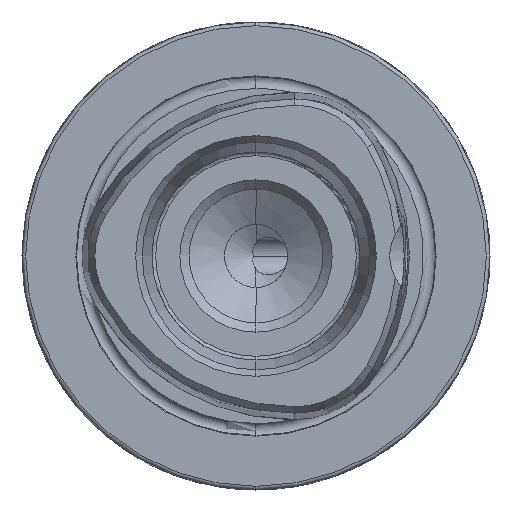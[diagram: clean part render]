
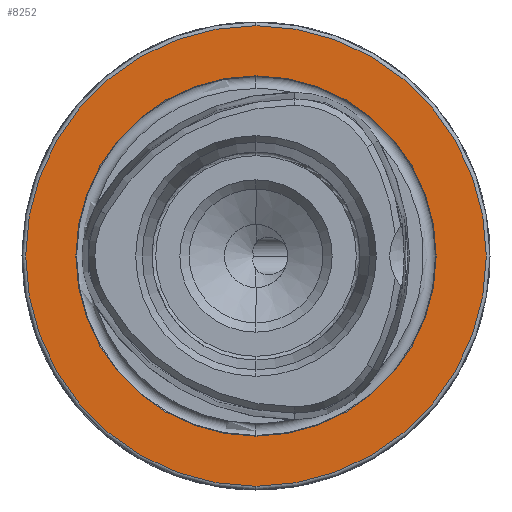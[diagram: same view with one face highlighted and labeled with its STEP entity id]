
A CAD part, left-side view. The second image highlights one B-rep face of the part: STEP entity #8252.
In plain terms, the highlighted planar face has unit normal (-1, 0, 0).
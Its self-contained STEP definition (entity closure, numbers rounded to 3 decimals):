
#65 = EDGE_CURVE ( 'NONE', #6659, #6644, #6451, .T. ) ;
#69 = EDGE_CURVE ( 'NONE', #6627, #6653, #6458, .T. ) ;
#1297 = EDGE_LOOP ( 'NONE', ( #10154, #10156 ) ) ;
#1298 = EDGE_LOOP ( 'NONE', ( #10150, #10152 ) ) ;
#1668 = CARTESIAN_POINT ( 'NONE',  ( 0., 0., 0. ) ) ;
#1669 = DIRECTION ( 'NONE',  ( -1., 0., 0. ) ) ;
#1670 = DIRECTION ( 'NONE',  ( 0., 0., 1. ) ) ;
#1679 = CARTESIAN_POINT ( 'NONE',  ( 0., 0., 0. ) ) ;
#1680 = DIRECTION ( 'NONE',  ( -1., 0., 0. ) ) ;
#1681 = DIRECTION ( 'NONE',  ( 0., 0., 1. ) ) ;
#4448 = AXIS2_PLACEMENT_3D ( 'NONE', #13624, #13629, #13630 ) ;
#5354 = EDGE_CURVE ( 'NONE', #6653, #6627, #9719, .T. ) ;
#5355 = EDGE_CURVE ( 'NONE', #6644, #6659, #9761, .T. ) ;
#5793 = AXIS2_PLACEMENT_3D ( 'NONE', #1668, #1669, #1670 ) ;
#5796 = AXIS2_PLACEMENT_3D ( 'NONE', #1679, #1680, #1681 ) ;
#6451 = CIRCLE ( 'NONE', #5793, 24.25 ) ;
#6458 = CIRCLE ( 'NONE', #5796, 31. ) ;
#6627 = VERTEX_POINT ( 'NONE', #8615 ) ;
#6644 = VERTEX_POINT ( 'NONE', #8630 ) ;
#6653 = VERTEX_POINT ( 'NONE', #8639 ) ;
#6659 = VERTEX_POINT ( 'NONE', #8645 ) ;
#8252 = ADVANCED_FACE ( 'NONE', ( #12021, #12009 ), #13627, .F. ) ;
#8615 = CARTESIAN_POINT ( 'NONE',  ( 0., 0., 31. ) ) ;
#8630 = CARTESIAN_POINT ( 'NONE',  ( 0., 0., 24.25 ) ) ;
#8639 = CARTESIAN_POINT ( 'NONE',  ( 0., 0., -31. ) ) ;
#8645 = CARTESIAN_POINT ( 'NONE',  ( 0., 0., -24.25 ) ) ;
#9719 = CIRCLE ( 'NONE', #12604, 31. ) ;
#9761 = CIRCLE ( 'NONE', #12605, 24.25 ) ;
#10150 = ORIENTED_EDGE ( 'NONE', *, *, #5355, .F. ) ;
#10152 = ORIENTED_EDGE ( 'NONE', *, *, #65, .F. ) ;
#10154 = ORIENTED_EDGE ( 'NONE', *, *, #69, .T. ) ;
#10156 = ORIENTED_EDGE ( 'NONE', *, *, #5354, .T. ) ;
#12009 = FACE_OUTER_BOUND ( 'NONE', #1297, .T. ) ;
#12021 = FACE_BOUND ( 'NONE', #1298, .T. ) ;
#12604 = AXIS2_PLACEMENT_3D ( 'NONE', #12899, #12900, #12901 ) ;
#12605 = AXIS2_PLACEMENT_3D ( 'NONE', #12904, #12905, #12906 ) ;
#12899 = CARTESIAN_POINT ( 'NONE',  ( 0., 0., 0. ) ) ;
#12900 = DIRECTION ( 'NONE',  ( -1., 0., 0. ) ) ;
#12901 = DIRECTION ( 'NONE',  ( 0., 0., 1. ) ) ;
#12904 = CARTESIAN_POINT ( 'NONE',  ( 0., 0., 0. ) ) ;
#12905 = DIRECTION ( 'NONE',  ( -1., 0., 0. ) ) ;
#12906 = DIRECTION ( 'NONE',  ( 0., 0., 1. ) ) ;
#13624 = CARTESIAN_POINT ( 'NONE',  ( 0., 24.25, 0. ) ) ;
#13627 = PLANE ( 'NONE',  #4448 ) ;
#13629 = DIRECTION ( 'NONE',  ( 1., 0., 0. ) ) ;
#13630 = DIRECTION ( 'NONE',  ( 0., 0., -1. ) ) ;
